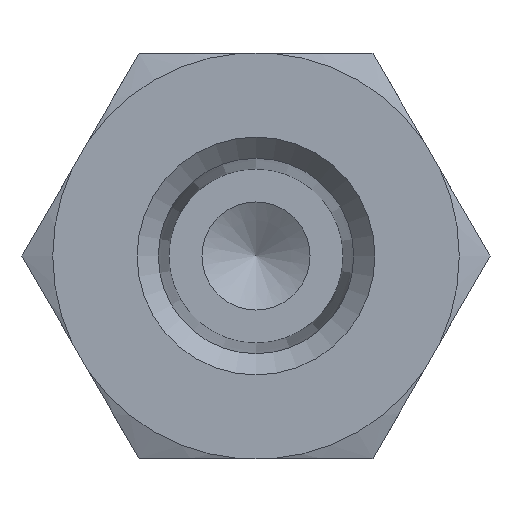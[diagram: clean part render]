
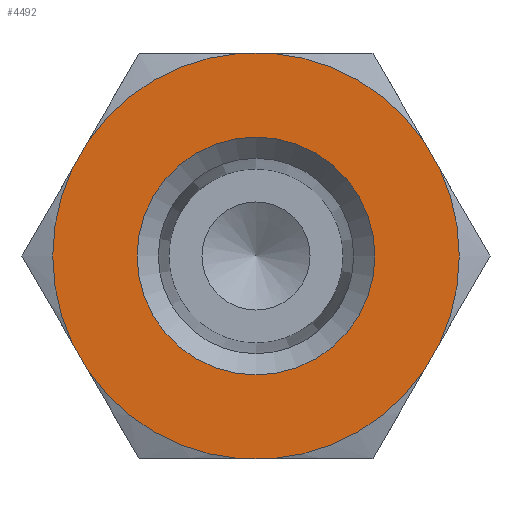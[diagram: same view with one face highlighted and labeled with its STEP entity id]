
A CAD part, left-side view. The second image highlights one B-rep face of the part: STEP entity #4492.
In plain terms, the highlighted planar face has unit normal (-1, 0, 0).
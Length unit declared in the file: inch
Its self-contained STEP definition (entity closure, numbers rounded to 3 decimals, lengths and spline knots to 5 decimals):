
#2949=CARTESIAN_POINT('',(0.0,-0.03752,0.4685));
#2950=VERTEX_POINT('',#2949);
#3020=CARTESIAN_POINT('',(0.0,0.03752,0.4685));
#3021=VERTEX_POINT('',#3020);
#3035=CARTESIAN_POINT('',(0.0,-0.03752,0.4685));
#3036=DIRECTION('',(0.0,1.0,0.0));
#3037=VECTOR('',#3036,0.07504);
#3038=LINE('',#3035,#3037);
#3039=EDGE_CURVE('',#2950,#3021,#3038,.T.);
#3601=CARTESIAN_POINT('',(0.0,0.,0.275));
#3602=VERTEX_POINT('',#3601);
#3603=CARTESIAN_POINT('',(0.0,0.,0.0));
#3604=DIRECTION('',(1.0,0.0,0.0));
#3605=DIRECTION('',(0.0,0.0,-1.0));
#3606=AXIS2_PLACEMENT_3D('',#3603,#3604,#3605);
#3607=CIRCLE('',#3606,0.275);
#3608=EDGE_CURVE('',#3602,#3602,#3607,.T.);
#3795=CARTESIAN_POINT('',(0.0,0.38697,-0.26674));
#3796=VERTEX_POINT('',#3795);
#3810=CARTESIAN_POINT('',(0.0,0.03752,-0.4685));
#3811=VERTEX_POINT('',#3810);
#3825=CARTESIAN_POINT('',(0.0,0.0,0.0));
#3826=DIRECTION('',(-1.0,0.0,0.0));
#3827=DIRECTION('',(0.0,1.0,0.0));
#3828=AXIS2_PLACEMENT_3D('',#3825,#3826,#3827);
#3829=CIRCLE('',#3828,0.47);
#3830=EDGE_CURVE('',#3796,#3811,#3829,.T.);
#3840=CARTESIAN_POINT('',(0.0,0.42449,-0.20176));
#3841=VERTEX_POINT('',#3840);
#3857=CARTESIAN_POINT('',(0.0,0.42449,0.20176));
#3858=VERTEX_POINT('',#3857);
#3859=CARTESIAN_POINT('',(0.0,0.0,0.0));
#3860=DIRECTION('',(-1.0,0.0,0.0));
#3861=DIRECTION('',(0.0,1.0,0.0));
#3862=AXIS2_PLACEMENT_3D('',#3859,#3860,#3861);
#3863=CIRCLE('',#3862,0.47);
#3864=EDGE_CURVE('',#3858,#3841,#3863,.T.);
#3887=CARTESIAN_POINT('',(0.0,0.38697,0.26674));
#3888=VERTEX_POINT('',#3887);
#3902=CARTESIAN_POINT('',(0.0,0.0,0.0));
#3903=DIRECTION('',(-1.0,0.0,0.0));
#3904=DIRECTION('',(0.0,1.0,0.0));
#3905=AXIS2_PLACEMENT_3D('',#3902,#3903,#3904);
#3906=CIRCLE('',#3905,0.47);
#3907=EDGE_CURVE('',#3021,#3888,#3906,.T.);
#3919=CARTESIAN_POINT('',(0.0,-0.38697,0.26674));
#3920=VERTEX_POINT('',#3919);
#3921=CARTESIAN_POINT('',(0.0,0.0,0.0));
#3922=DIRECTION('',(-1.0,0.0,0.0));
#3923=DIRECTION('',(0.0,1.0,0.0));
#3924=AXIS2_PLACEMENT_3D('',#3921,#3922,#3923);
#3925=CIRCLE('',#3924,0.47);
#3926=EDGE_CURVE('',#3920,#2950,#3925,.T.);
#3949=CARTESIAN_POINT('',(0.0,-0.42449,0.20176));
#3950=VERTEX_POINT('',#3949);
#3966=CARTESIAN_POINT('',(0.0,-0.42449,-0.20176));
#3967=VERTEX_POINT('',#3966);
#3968=CARTESIAN_POINT('',(0.0,0.0,0.0));
#3969=DIRECTION('',(-1.0,0.0,0.0));
#3970=DIRECTION('',(0.0,1.0,0.0));
#3971=AXIS2_PLACEMENT_3D('',#3968,#3969,#3970);
#3972=CIRCLE('',#3971,0.47);
#3973=EDGE_CURVE('',#3967,#3950,#3972,.T.);
#3996=CARTESIAN_POINT('',(0.0,-0.38697,-0.26674));
#3997=VERTEX_POINT('',#3996);
#4013=CARTESIAN_POINT('',(0.0,-0.03752,-0.4685));
#4014=VERTEX_POINT('',#4013);
#4015=CARTESIAN_POINT('',(0.0,0.0,0.0));
#4016=DIRECTION('',(-1.0,0.0,0.0));
#4017=DIRECTION('',(0.0,1.0,0.0));
#4018=AXIS2_PLACEMENT_3D('',#4015,#4016,#4017);
#4019=CIRCLE('',#4018,0.47);
#4020=EDGE_CURVE('',#4014,#3997,#4019,.T.);
#4315=CARTESIAN_POINT('',(0.0,-0.38697,-0.26674));
#4316=DIRECTION('',(0.0,-0.5,0.866));
#4317=VECTOR('',#4316,0.07504);
#4318=LINE('',#4315,#4317);
#4319=EDGE_CURVE('',#3997,#3967,#4318,.T.);
#4341=CARTESIAN_POINT('',(0.0,-0.42449,0.20176));
#4342=DIRECTION('',(0.0,0.5,0.866));
#4343=VECTOR('',#4342,0.07504);
#4344=LINE('',#4341,#4343);
#4345=EDGE_CURVE('',#3950,#3920,#4344,.T.);
#4414=CARTESIAN_POINT('',(0.0,0.38697,0.26674));
#4415=DIRECTION('',(0.0,0.5,-0.866));
#4416=VECTOR('',#4415,0.07504);
#4417=LINE('',#4414,#4416);
#4418=EDGE_CURVE('',#3888,#3858,#4417,.T.);
#4429=CARTESIAN_POINT('',(0.0,0.03752,-0.4685));
#4430=DIRECTION('',(0.0,-1.0,0.0));
#4431=VECTOR('',#4430,0.07504);
#4432=LINE('',#4429,#4431);
#4433=EDGE_CURVE('',#3811,#4014,#4432,.T.);
#4455=CARTESIAN_POINT('',(0.0,0.42449,-0.20176));
#4456=DIRECTION('',(0.0,-0.5,-0.866));
#4457=VECTOR('',#4456,0.07504);
#4458=LINE('',#4455,#4457);
#4459=EDGE_CURVE('',#3841,#3796,#4458,.T.);
#4470=CARTESIAN_POINT('',(0.0,0.,0.));
#4471=DIRECTION('',(1.0,0.0,0.0));
#4472=DIRECTION('',(0.0,0.0,-1.0));
#4473=AXIS2_PLACEMENT_3D('',#4470,#4471,#4472);
#4474=PLANE('',#4473);
#4475=ORIENTED_EDGE('',*,*,#4020,.T.);
#4476=ORIENTED_EDGE('',*,*,#4319,.T.);
#4477=ORIENTED_EDGE('',*,*,#3973,.T.);
#4478=ORIENTED_EDGE('',*,*,#4345,.T.);
#4479=ORIENTED_EDGE('',*,*,#3926,.T.);
#4480=ORIENTED_EDGE('',*,*,#3039,.T.);
#4481=ORIENTED_EDGE('',*,*,#3907,.T.);
#4482=ORIENTED_EDGE('',*,*,#4418,.T.);
#4483=ORIENTED_EDGE('',*,*,#3864,.T.);
#4484=ORIENTED_EDGE('',*,*,#4459,.T.);
#4485=ORIENTED_EDGE('',*,*,#3830,.T.);
#4486=ORIENTED_EDGE('',*,*,#4433,.T.);
#4487=EDGE_LOOP('',(#4475,#4476,#4477,#4478,#4479,#4480,#4481,#4482,#4483,#4484,#4485,#4486));
#4488=FACE_OUTER_BOUND('',#4487,.T.);
#4489=ORIENTED_EDGE('',*,*,#3608,.T.);
#4490=EDGE_LOOP('',(#4489));
#4491=FACE_BOUND('',#4490,.T.);
#4492=ADVANCED_FACE('',(#4488,#4491),#4474,.F.);
